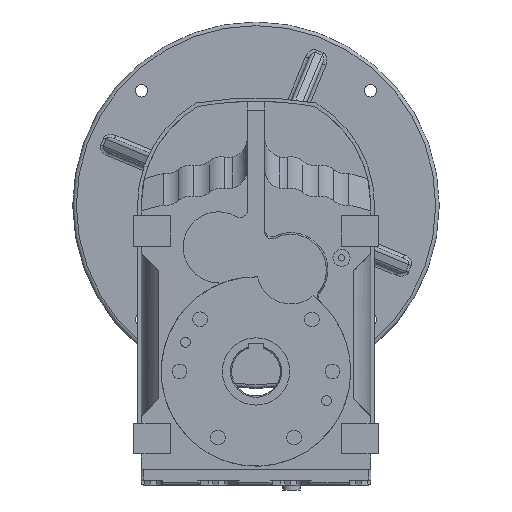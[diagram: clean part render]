
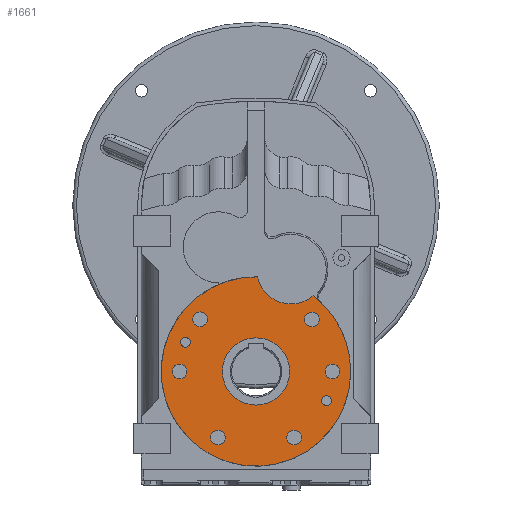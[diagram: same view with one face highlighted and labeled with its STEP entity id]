
A CAD part, left-side view. The second image highlights one B-rep face of the part: STEP entity #1661.
In plain terms, the highlighted planar face has unit normal (-1, 0, 0).
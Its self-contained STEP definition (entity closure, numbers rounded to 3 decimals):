
#1661=ADVANCED_FACE('',(#7003,#7005,#7007,#7009,#7011,#7013,#7015,#7017,#7019,#7021),
#7023,.F.);
#7003=FACE_BOUND('',#7004,.T.);
#7004=EDGE_LOOP('',(#12793,#12794,#12795));
#7005=FACE_BOUND('',#7006,.T.);
#7006=EDGE_LOOP('',(#12796));
#7007=FACE_BOUND('',#7008,.T.);
#7008=EDGE_LOOP('',(#12797));
#7009=FACE_BOUND('',#7010,.T.);
#7010=EDGE_LOOP('',(#12798));
#7011=FACE_BOUND('',#7012,.T.);
#7012=EDGE_LOOP('',(#12799));
#7013=FACE_BOUND('',#7014,.T.);
#7014=EDGE_LOOP('',(#12800));
#7015=FACE_BOUND('',#7016,.T.);
#7016=EDGE_LOOP('',(#12801));
#7017=FACE_BOUND('',#7018,.T.);
#7018=EDGE_LOOP('',(#12802));
#7019=FACE_BOUND('',#7020,.T.);
#7020=EDGE_LOOP('',(#12803));
#7021=FACE_BOUND('',#7022,.T.);
#7022=EDGE_LOOP('',(#12804));
#7023=PLANE('',#7024);
#7024=AXIS2_PLACEMENT_3D('',#7025,#7026,#7027);
#7025=CARTESIAN_POINT('',(0.,0.,0.));
#7026=DIRECTION('',(1.,0.,0.));
#7027=DIRECTION('',(0.,-0.,-1.));
#12793=ORIENTED_EDGE('',*,*,#15379,.F.);
#12794=ORIENTED_EDGE('',*,*,#15117,.F.);
#12795=ORIENTED_EDGE('',*,*,#15196,.F.);
#12796=ORIENTED_EDGE('',*,*,#15058,.T.);
#12797=ORIENTED_EDGE('',*,*,#15064,.F.);
#12798=ORIENTED_EDGE('',*,*,#15066,.F.);
#12799=ORIENTED_EDGE('',*,*,#15070,.F.);
#12800=ORIENTED_EDGE('',*,*,#15072,.F.);
#12801=ORIENTED_EDGE('',*,*,#15074,.F.);
#12802=ORIENTED_EDGE('',*,*,#15076,.F.);
#12803=ORIENTED_EDGE('',*,*,#15078,.F.);
#12804=ORIENTED_EDGE('',*,*,#15080,.F.);
#15058=EDGE_CURVE('',#16496,#16496,#16497,.T.);
#15064=EDGE_CURVE('',#16508,#16508,#16509,.T.);
#15066=EDGE_CURVE('',#16512,#16512,#16513,.T.);
#15070=EDGE_CURVE('',#16520,#16520,#16521,.T.);
#15072=EDGE_CURVE('',#16524,#16524,#16525,.T.);
#15074=EDGE_CURVE('',#16528,#16528,#16529,.T.);
#15076=EDGE_CURVE('',#16532,#16532,#16533,.T.);
#15078=EDGE_CURVE('',#16536,#16536,#16537,.T.);
#15080=EDGE_CURVE('',#16540,#16540,#16541,.T.);
#15117=EDGE_CURVE('',#16613,#16615,#16616,.F.);
#15196=EDGE_CURVE('',#16763,#16613,#16765,.F.);
#15379=EDGE_CURVE('',#16615,#16763,#17050,.F.);
#16496=VERTEX_POINT('',#19024);
#16497=CIRCLE('',#19025,27.5);
#16508=VERTEX_POINT('',#19054);
#16509=CIRCLE('',#19055,4.);
#16512=VERTEX_POINT('',#19064);
#16513=CIRCLE('',#19065,4.);
#16520=VERTEX_POINT('',#19084);
#16521=CIRCLE('',#19085,6.);
#16524=VERTEX_POINT('',#19094);
#16525=CIRCLE('',#19095,6.);
#16528=VERTEX_POINT('',#19104);
#16529=CIRCLE('',#19105,6.);
#16532=VERTEX_POINT('',#19114);
#16533=CIRCLE('',#19115,6.);
#16536=VERTEX_POINT('',#19124);
#16537=CIRCLE('',#19125,6.);
#16540=VERTEX_POINT('',#19134);
#16541=CIRCLE('',#19135,6.);
#16613=VERTEX_POINT('',#19411);
#16615=VERTEX_POINT('',#19415);
#16616=CIRCLE('',#19416,77.5);
#16763=VERTEX_POINT('',#20288);
#16765=CIRCLE('',#20292,77.5);
#17050=CIRCLE('',#21158,28.);
#19024=CARTESIAN_POINT('',(0.,-27.5,0.));
#19025=AXIS2_PLACEMENT_3D('',#19026,#19027,#19028);
#19026=CARTESIAN_POINT('',(0.,0.,0.));
#19027=DIRECTION('',(1.,0.,0.));
#19028=DIRECTION('',(0.,-1.,0.));
#19054=CARTESIAN_POINT('',(0.,-61.742,-23.918));
#19055=AXIS2_PLACEMENT_3D('',#19056,#19057,#19058);
#19056=CARTESIAN_POINT('',(0.,-57.742,-23.918));
#19057=DIRECTION('',(-1.,-0.,-0.));
#19058=DIRECTION('',(0.,1.,-0.));
#19064=CARTESIAN_POINT('',(0.,53.742,23.918));
#19065=AXIS2_PLACEMENT_3D('',#19066,#19067,#19068);
#19066=CARTESIAN_POINT('',(0.,57.742,23.918));
#19067=DIRECTION('',(-1.,-0.,-0.));
#19068=DIRECTION('',(0.,1.,-0.));
#19084=CARTESIAN_POINT('',(0.,56.5,0.));
#19085=AXIS2_PLACEMENT_3D('',#19086,#19087,#19088);
#19086=CARTESIAN_POINT('',(0.,62.5,0.));
#19087=DIRECTION('',(-1.,-0.,-0.));
#19088=DIRECTION('',(0.,1.,0.));
#19094=CARTESIAN_POINT('',(0.,25.25,-54.127));
#19095=AXIS2_PLACEMENT_3D('',#19096,#19097,#19098);
#19096=CARTESIAN_POINT('',(0.,31.25,-54.127));
#19097=DIRECTION('',(-1.,-0.,-0.));
#19098=DIRECTION('',(0.,1.,-0.));
#19104=CARTESIAN_POINT('',(0.,-37.25,-54.127));
#19105=AXIS2_PLACEMENT_3D('',#19106,#19107,#19108);
#19106=CARTESIAN_POINT('',(0.,-31.25,-54.127));
#19107=DIRECTION('',(-1.,-0.,-0.));
#19108=DIRECTION('',(0.,1.,-0.));
#19114=CARTESIAN_POINT('',(0.,-68.5,0.));
#19115=AXIS2_PLACEMENT_3D('',#19116,#19117,#19118);
#19116=CARTESIAN_POINT('',(0.,-62.5,0.));
#19117=DIRECTION('',(-1.,-0.,-0.));
#19118=DIRECTION('',(0.,1.,0.));
#19124=CARTESIAN_POINT('',(0.,-51.71,42.625));
#19125=AXIS2_PLACEMENT_3D('',#19126,#19127,#19128);
#19126=CARTESIAN_POINT('',(0.,-45.71,42.625));
#19127=DIRECTION('',(-1.,-0.,-0.));
#19128=DIRECTION('',(0.,1.,-0.));
#19134=CARTESIAN_POINT('',(0.,39.665,42.673));
#19135=AXIS2_PLACEMENT_3D('',#19136,#19137,#19138);
#19136=CARTESIAN_POINT('',(0.,45.665,42.673));
#19137=DIRECTION('',(-1.,-0.,-0.));
#19138=DIRECTION('',(0.,1.,-0.));
#19411=CARTESIAN_POINT('',(0.,-77.5,0.));
#19415=CARTESIAN_POINT('',(0.,-1.156,77.491));
#19416=AXIS2_PLACEMENT_3D('',#19417,#19418,#19419);
#19417=CARTESIAN_POINT('',(0.,0.,0.));
#19418=DIRECTION('',(-1.,0.,0.));
#19419=DIRECTION('',(0.,-0.015,1.));
#20288=CARTESIAN_POINT('',(0.,-46.662,61.878));
#20292=AXIS2_PLACEMENT_3D('',#20293,#20294,#20295);
#20293=CARTESIAN_POINT('',(0.,0.,0.));
#20294=DIRECTION('',(-1.,-0.,0.));
#20295=DIRECTION('',(0.,-1.,0.));
#21158=AXIS2_PLACEMENT_3D('',#21159,#21160,#21161);
#21159=CARTESIAN_POINT('',(0.,-28.56,83.24));
#21160=DIRECTION('',(1.,0.,0.));
#21161=DIRECTION('',(0.,-0.646,-0.763));
